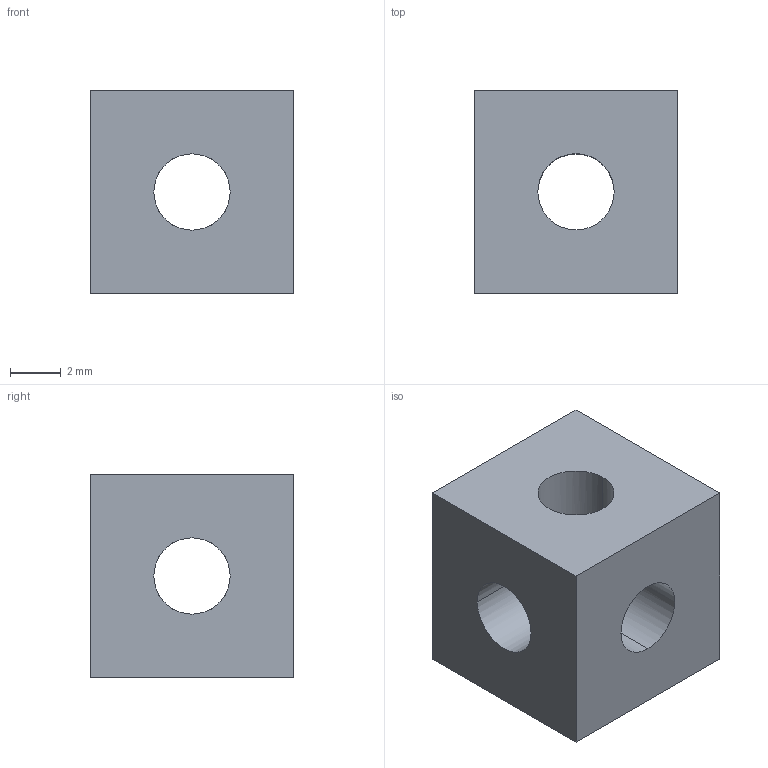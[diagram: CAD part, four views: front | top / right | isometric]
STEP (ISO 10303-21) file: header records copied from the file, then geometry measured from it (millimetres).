
FILE_DESCRIPTION (( 'STEP AP203' ), '1' );
FILE_NAME ('侐源极嘐隅x44.STEP', '2024-11-05T11:45:14', ( '' ), ( '' ), 'SwSTEP 2.0', 'SolidWorks 2020', '' );
FILE_SCHEMA (( 'CONFIG_CONTROL_DESIGN' ));
Length unit declared in the file: millimetre
Products named in the file (1): 侐源极嘐隅x44
Bounding box: 8 x 8 x 8 mm (x, y, z)
Volume: 380.5 mm3; surface area: 491.4 mm2
Topology: 1 solids, 1 shells, 18 faces, 60 edges, 40 vertices
Faces by surface type: cylinder 12, plane 6
Entity records: 753 total; most frequent: CARTESIAN_POINT 191, ORIENTED_EDGE 120, DIRECTION 86, EDGE_CURVE 60, VERTEX_POINT 40, AXIS2_PLACEMENT_3D 31, VECTOR 24, LINE 24
